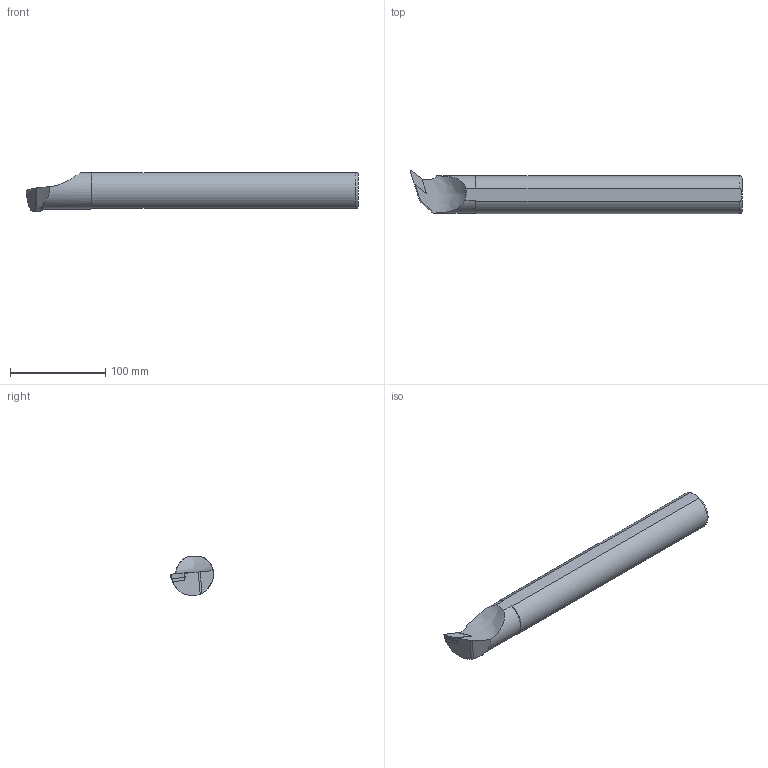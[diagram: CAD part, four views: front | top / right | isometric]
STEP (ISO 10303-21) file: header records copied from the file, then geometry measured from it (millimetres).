
FILE_DESCRIPTION(/* description */ (''),/* implementation_level */ '2;1');
FILE_NAME(/* name */ 'S40U-SVQCL-16.stp',/* time_stamp */ '2023-10-20T19:34:38+03:00',/* author */ (''),/* organization */ (''),/* preprocessor_version */ 'ST-DEVELOPER v19.4',/* originating_system */ 'SIEMENS PLM Software NX2306.3001',/* authorisation */ '');
FILE_SCHEMA (('AUTOMOTIVE_DESIGN { 1 0 10303 214 3 1 1 1 }'));
Length unit declared in the file: millimetre
Products named in the file (1): model1_objects
Bounding box: 349.27 x 45.62 x 40.99 mm (x, y, z)
Volume: 398225.4 mm3; surface area: 44597.1 mm2
Topology: 2 solids, 2 shells, 44 faces, 116 edges, 76 vertices
Faces by surface type: plane 26, cylinder 10, cone 5, bspline 2, torus 1
Entity records: 2071 total; most frequent: CARTESIAN_POINT 938, ORIENTED_EDGE 228, DIRECTION 195, EDGE_CURVE 114, VERTEX_POINT 75, AXIS2_PLACEMENT_3D 68, LINE 59, VECTOR 59
